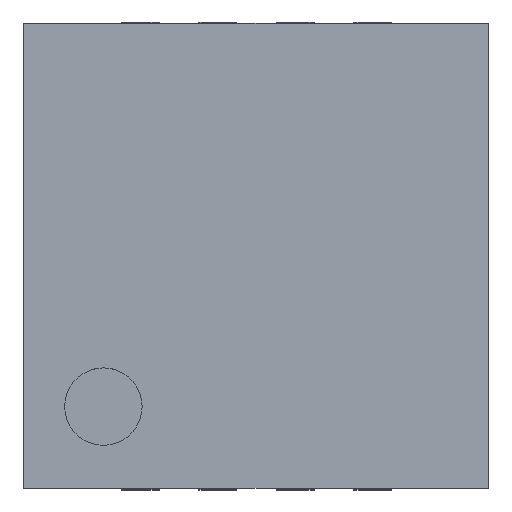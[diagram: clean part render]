
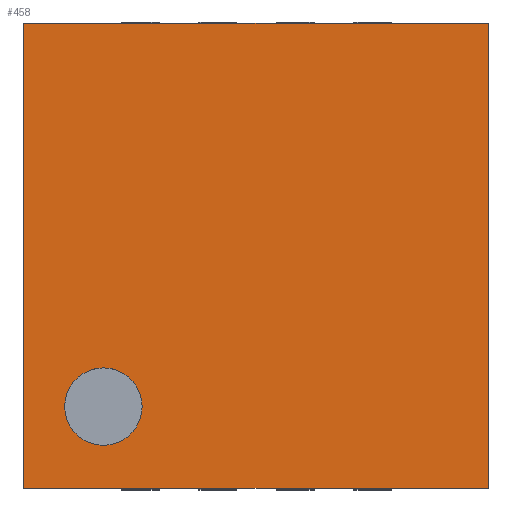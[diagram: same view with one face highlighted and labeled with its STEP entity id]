
A CAD part, top view. The second image highlights one B-rep face of the part: STEP entity #458.
In plain terms, the highlighted planar face has unit normal (0, 0, 1).
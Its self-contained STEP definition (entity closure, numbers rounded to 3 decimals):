
#65=LINE('',#681,#116);
#68=LINE('',#687,#119);
#71=LINE('',#693,#122);
#74=LINE('',#697,#125);
#116=VECTOR('',#543,10.);
#119=VECTOR('',#548,10.);
#122=VECTOR('',#553,10.);
#125=VECTOR('',#558,10.);
#170=PLANE('',#493);
#197=FACE_BOUND('',#233,.T.);
#204=FACE_OUTER_BOUND('',#232,.T.);
#232=EDGE_LOOP('',(#364,#365,#366,#367));
#233=EDGE_LOOP('',(#368));
#255=CIRCLE('',#487,0.25);
#257=VERTEX_POINT('',#671);
#260=VERTEX_POINT('',#678);
#261=VERTEX_POINT('',#680);
#263=VERTEX_POINT('',#686);
#265=VERTEX_POINT('',#692);
#293=EDGE_CURVE('',#257,#257,#255,.T.);
#296=EDGE_CURVE('',#261,#260,#65,.T.);
#299=EDGE_CURVE('',#263,#261,#68,.T.);
#302=EDGE_CURVE('',#265,#263,#71,.T.);
#305=EDGE_CURVE('',#260,#265,#74,.T.);
#364=ORIENTED_EDGE('',*,*,#305,.T.);
#365=ORIENTED_EDGE('',*,*,#302,.T.);
#366=ORIENTED_EDGE('',*,*,#299,.T.);
#367=ORIENTED_EDGE('',*,*,#296,.T.);
#368=ORIENTED_EDGE('',*,*,#293,.T.);
#458=ADVANCED_FACE('',(#204,#197),#170,.T.);
#487=AXIS2_PLACEMENT_3D('',#672,#535,#536);
#493=AXIS2_PLACEMENT_3D('',#698,#559,#560);
#535=DIRECTION('center_axis',(0.,0.,-1.));
#536=DIRECTION('ref_axis',(-1.,0.,0.));
#543=DIRECTION('',(1.,0.,0.));
#548=DIRECTION('',(0.,-1.,0.));
#553=DIRECTION('',(-1.,0.,0.));
#558=DIRECTION('',(0.,1.,0.));
#559=DIRECTION('center_axis',(0.,0.,1.));
#560=DIRECTION('ref_axis',(1.,0.,0.));
#671=CARTESIAN_POINT('',(-0.735,-0.973,0.8));
#672=CARTESIAN_POINT('Origin',(-0.985,-0.973,0.8));
#678=CARTESIAN_POINT('',(1.5,-1.5,0.8));
#680=CARTESIAN_POINT('',(-1.5,-1.5,0.8));
#681=CARTESIAN_POINT('',(-1.5,-1.5,0.8));
#686=CARTESIAN_POINT('',(-1.5,1.5,0.8));
#687=CARTESIAN_POINT('',(-1.5,1.5,0.8));
#692=CARTESIAN_POINT('',(1.5,1.5,0.8));
#693=CARTESIAN_POINT('',(1.5,1.5,0.8));
#697=CARTESIAN_POINT('',(1.5,-1.5,0.8));
#698=CARTESIAN_POINT('Origin',(0.,0.,0.8));
